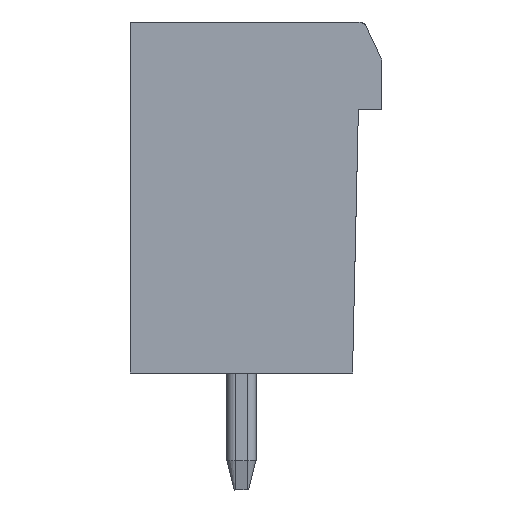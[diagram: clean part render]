
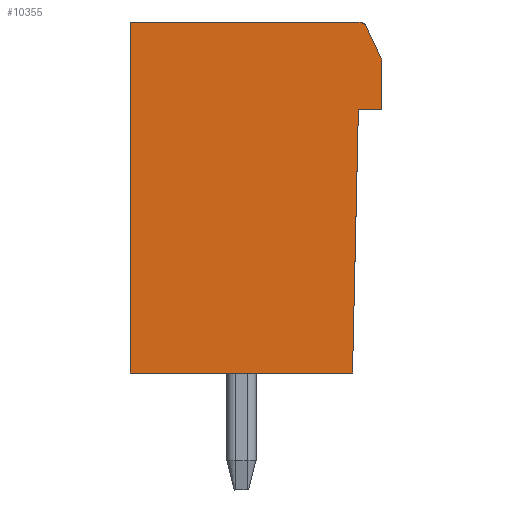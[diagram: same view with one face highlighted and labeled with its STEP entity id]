
A CAD part, left-side view. The second image highlights one B-rep face of the part: STEP entity #10355.
In plain terms, the highlighted planar face has unit normal (-1, 0, 0).
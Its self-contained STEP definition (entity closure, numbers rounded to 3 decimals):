
#1461=LINE('',#18087,#2511);
#1462=LINE('',#18090,#2512);
#1463=LINE('',#18092,#2513);
#1464=LINE('',#18096,#2514);
#1465=LINE('',#18098,#2515);
#1466=LINE('',#18100,#2516);
#1467=LINE('',#18102,#2517);
#2511=VECTOR('',#13512,1000.);
#2512=VECTOR('',#13513,1000.);
#2513=VECTOR('',#13514,1000.);
#2514=VECTOR('',#13517,1000.);
#2515=VECTOR('',#13518,1000.);
#2516=VECTOR('',#13519,1000.);
#2517=VECTOR('',#13520,1000.);
#5057=ORIENTED_EDGE('',*,*,#7018,.T.);
#5058=ORIENTED_EDGE('',*,*,#7019,.T.);
#5059=ORIENTED_EDGE('',*,*,#7020,.F.);
#5060=ORIENTED_EDGE('',*,*,#7021,.F.);
#5061=ORIENTED_EDGE('',*,*,#7022,.T.);
#5062=ORIENTED_EDGE('',*,*,#7023,.T.);
#5063=ORIENTED_EDGE('',*,*,#7024,.T.);
#5064=ORIENTED_EDGE('',*,*,#7025,.F.);
#7018=EDGE_CURVE('',#8028,#8029,#1461,.T.);
#7019=EDGE_CURVE('',#8029,#8030,#1462,.T.);
#7020=EDGE_CURVE('',#8031,#8030,#1463,.T.);
#7021=EDGE_CURVE('',#8032,#8031,#8221,.T.);
#7022=EDGE_CURVE('',#8032,#8033,#1464,.T.);
#7023=EDGE_CURVE('',#8033,#8034,#1465,.T.);
#7024=EDGE_CURVE('',#8034,#8035,#1466,.T.);
#7025=EDGE_CURVE('',#8028,#8035,#1467,.T.);
#8028=VERTEX_POINT('',#18088);
#8029=VERTEX_POINT('',#18089);
#8030=VERTEX_POINT('',#18091);
#8031=VERTEX_POINT('',#18093);
#8032=VERTEX_POINT('',#18095);
#8033=VERTEX_POINT('',#18097);
#8034=VERTEX_POINT('',#18099);
#8035=VERTEX_POINT('',#18101);
#8221=CIRCLE('',#11089,0.3);
#8766=EDGE_LOOP('',(#5057,#5058,#5059,#5060,#5061,#5062,#5063,#5064));
#9354=FACE_BOUND('',#8766,.T.);
#9797=PLANE('',#11088);
#10355=ADVANCED_FACE('',(#9354),#9797,.F.);
#11088=AXIS2_PLACEMENT_3D('',#18086,#13510,#13511);
#11089=AXIS2_PLACEMENT_3D('',#18094,#13515,#13516);
#13510=DIRECTION('',(1.,0.,0.));
#13511=DIRECTION('',(0.,1.,0.));
#13512=DIRECTION('',(0.,-1.,0.));
#13513=DIRECTION('',(0.,0.,1.));
#13514=DIRECTION('',(0.,-0.419,-0.908));
#13515=DIRECTION('',(1.,0.,0.));
#13516=DIRECTION('',(0.,0.,1.));
#13517=DIRECTION('',(0.,1.,0.));
#13518=DIRECTION('',(0.,0.,-1.));
#13519=DIRECTION('',(0.,-1.,0.));
#13520=DIRECTION('',(0.,0.022,-1.));
#18086=CARTESIAN_POINT('',(-44.158,4.3,-6.));
#18087=CARTESIAN_POINT('',(-44.158,0.8,-3.));
#18088=CARTESIAN_POINT('',(-44.158,0.8,-3.));
#18089=CARTESIAN_POINT('',(-44.158,0.,-3.));
#18090=CARTESIAN_POINT('',(-44.158,0.,-3.));
#18091=CARTESIAN_POINT('',(-44.158,0.,-1.3));
#18092=CARTESIAN_POINT('',(-44.158,0.52,-0.174));
#18093=CARTESIAN_POINT('',(-44.158,0.52,-0.174));
#18094=CARTESIAN_POINT('',(-44.158,0.792,-0.3));
#18095=CARTESIAN_POINT('',(-44.158,0.792,0.));
#18096=CARTESIAN_POINT('',(-44.158,0.792,0.));
#18097=CARTESIAN_POINT('',(-44.158,8.6,0.));
#18098=CARTESIAN_POINT('',(-44.158,8.6,0.));
#18099=CARTESIAN_POINT('',(-44.158,8.6,-12.));
#18100=CARTESIAN_POINT('',(-44.158,8.6,-12.));
#18101=CARTESIAN_POINT('',(-44.158,1.,-12.));
#18102=CARTESIAN_POINT('',(-44.158,0.8,-3.));
